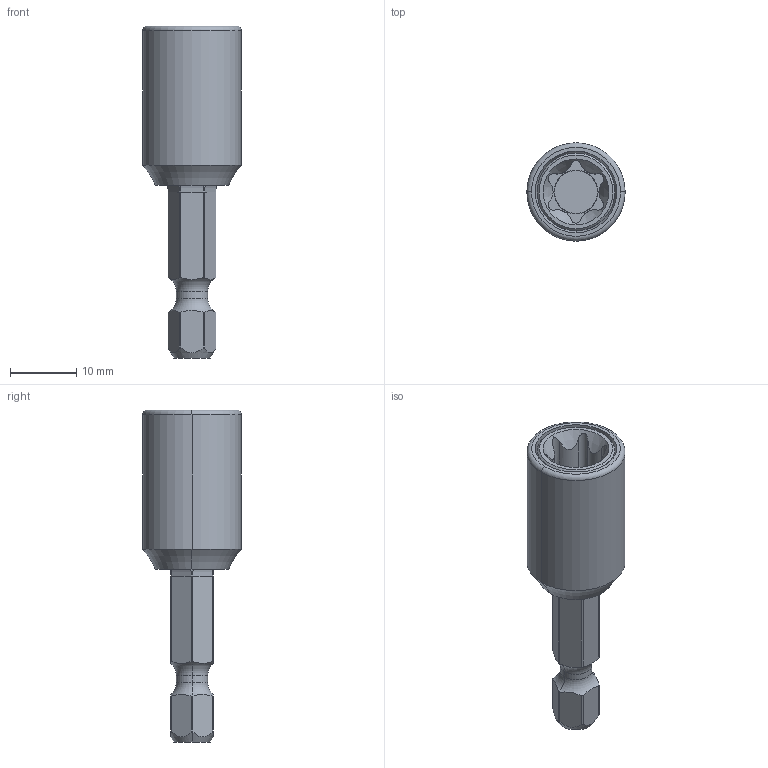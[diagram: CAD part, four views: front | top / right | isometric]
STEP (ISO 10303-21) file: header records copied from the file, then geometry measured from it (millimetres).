
FILE_DESCRIPTION((''),'2;1');
FILE_NAME('4027107360_ASM','2023-09-01T10:47:08',('a00565553'),(''),'CREO PARAMETRIC BY PTC INC, 2022414','CREO PARAMETRIC BY PTC INC, 2022414','');
FILE_SCHEMA(('CONFIG_CONTROL_DESIGN','GEOMETRIC_VALIDATION_PROPERTIES_MIM'));
Length unit declared in the file: millimetre
Products named in the file (3): 4027911290; 4027043095; 4027107360_ASM
Assembly tree (2 placements, depth 2):
  4027107360_ASM
    4027911290
    4027043095
Bounding box: 14.8 x 14.8 x 50 mm (x, y, z)
Volume: 4008.5 mm3; surface area: 4249 mm2
Topology: 3 solids, 3 shells, 97 faces, 236 edges, 145 vertices
Faces by surface type: cylinder 48, torus 20, plane 19, cone 10
Entity records: 3532 total; most frequent: CARTESIAN_POINT 942, DIRECTION 498, ORIENTED_EDGE 468, EDGE_CURVE 234, AXIS2_PLACEMENT_3D 214, VERTEX_POINT 145, CIRCLE 112, EDGE_LOOP 101
